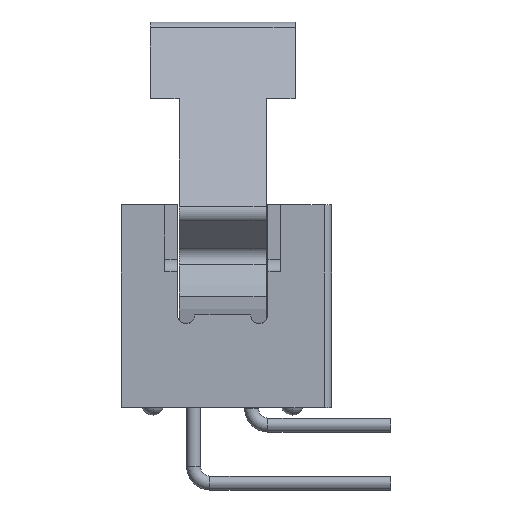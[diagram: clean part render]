
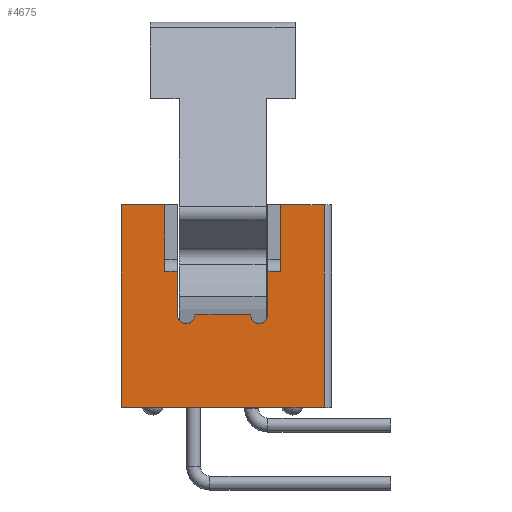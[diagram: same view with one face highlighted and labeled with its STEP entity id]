
A CAD part, left-side view. The second image highlights one B-rep face of the part: STEP entity #4675.
In plain terms, the highlighted planar face has unit normal (-1, 0, 0).
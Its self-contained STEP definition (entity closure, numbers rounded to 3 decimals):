
#762=DIRECTION('',(0.,1.,0.));
#763=VECTOR('',#762,1.905);
#764=CARTESIAN_POINT('',(-17.145,2.54,0.));
#765=LINE('',#764,#763);
#845=DIRECTION('',(0.,1.,0.));
#846=VECTOR('',#845,1.905);
#847=CARTESIAN_POINT('',(-17.145,-4.445,0.));
#848=LINE('',#847,#846);
#1069=DIRECTION('',(0.,0.,-1.));
#1070=VECTOR('',#1069,2.921);
#1071=CARTESIAN_POINT('',(-17.145,-2.54,0.));
#1072=LINE('',#1071,#1070);
#1073=DIRECTION('',(0.,0.,1.));
#1074=VECTOR('',#1073,8.89);
#1075=CARTESIAN_POINT('',(-17.145,4.445,-8.89));
#1076=LINE('',#1075,#1074);
#1077=DIRECTION('',(0.,0.,-1.));
#1078=VECTOR('',#1077,2.921);
#1079=CARTESIAN_POINT('',(-17.145,2.54,0.));
#1080=LINE('',#1079,#1078);
#1081=DIRECTION('',(0.,1.,0.));
#1082=VECTOR('',#1081,0.559);
#1083=CARTESIAN_POINT('',(-17.145,1.981,-2.921));
#1084=LINE('',#1083,#1082);
#1085=DIRECTION('',(0.,0.,-1.));
#1086=VECTOR('',#1085,1.905);
#1087=CARTESIAN_POINT('',(-17.145,1.981,-2.921));
#1088=LINE('',#1087,#1086);
#1089=CARTESIAN_POINT('',(-17.145,1.6,-4.826));
#1090=DIRECTION('',(-1.,0.,0.));
#1091=DIRECTION('',(0.,1.,0.));
#1092=AXIS2_PLACEMENT_3D('',#1089,#1090,#1091);
#1094=DIRECTION('',(0.,-1.,0.));
#1095=VECTOR('',#1094,2.438);
#1096=CARTESIAN_POINT('',(-17.145,1.219,-4.826));
#1097=LINE('',#1096,#1095);
#1098=CARTESIAN_POINT('',(-17.145,-1.6,-4.826));
#1099=DIRECTION('',(-1.,0.,0.));
#1100=DIRECTION('',(0.,1.,0.));
#1101=AXIS2_PLACEMENT_3D('',#1098,#1099,#1100);
#1103=DIRECTION('',(0.,0.,-1.));
#1104=VECTOR('',#1103,1.905);
#1105=CARTESIAN_POINT('',(-17.145,-1.981,-2.921));
#1106=LINE('',#1105,#1104);
#1107=DIRECTION('',(0.,1.,0.));
#1108=VECTOR('',#1107,0.559);
#1109=CARTESIAN_POINT('',(-17.145,-2.54,-2.921));
#1110=LINE('',#1109,#1108);
#1119=DIRECTION('',(0.,0.,1.));
#1120=VECTOR('',#1119,8.89);
#1121=CARTESIAN_POINT('',(-17.145,-4.445,-8.89));
#1122=LINE('',#1121,#1120);
#1180=DIRECTION('',(0.,1.,0.));
#1181=VECTOR('',#1180,8.89);
#1182=CARTESIAN_POINT('',(-17.145,-4.445,-8.89));
#1183=LINE('',#1182,#1181);
#2751=CARTESIAN_POINT('',(-17.145,-4.445,-8.89));
#2752=CARTESIAN_POINT('',(-17.145,4.445,-8.89));
#2753=VERTEX_POINT('',#2751);
#2754=VERTEX_POINT('',#2752);
#2759=CARTESIAN_POINT('',(-17.145,4.445,0.));
#2760=VERTEX_POINT('',#2759);
#2761=CARTESIAN_POINT('',(-17.145,-4.445,0.));
#2762=VERTEX_POINT('',#2761);
#2869=CARTESIAN_POINT('',(-17.145,1.219,-4.826));
#2870=CARTESIAN_POINT('',(-17.145,-1.219,-4.826));
#2871=VERTEX_POINT('',#2869);
#2872=VERTEX_POINT('',#2870);
#2877=CARTESIAN_POINT('',(-17.145,1.981,-4.826));
#2878=VERTEX_POINT('',#2877);
#2879=CARTESIAN_POINT('',(-17.145,-1.981,-4.826));
#2880=VERTEX_POINT('',#2879);
#2913=CARTESIAN_POINT('',(-17.145,-2.54,0.));
#2915=VERTEX_POINT('',#2913);
#2921=CARTESIAN_POINT('',(-17.145,2.54,0.));
#2923=VERTEX_POINT('',#2921);
#2937=CARTESIAN_POINT('',(-17.145,-2.54,-2.921));
#2938=VERTEX_POINT('',#2937);
#2939=CARTESIAN_POINT('',(-17.145,2.54,-2.921));
#2940=VERTEX_POINT('',#2939);
#2941=CARTESIAN_POINT('',(-17.145,-1.981,-2.921));
#2942=VERTEX_POINT('',#2941);
#2943=CARTESIAN_POINT('',(-17.145,1.981,-2.921));
#2944=VERTEX_POINT('',#2943);
#4649=CARTESIAN_POINT('',(-17.145,4.445,0.));
#4650=DIRECTION('',(-1.,0.,0.));
#4651=DIRECTION('',(0.,-1.,0.));
#4652=AXIS2_PLACEMENT_3D('',#4649,#4650,#4651);
#4653=PLANE('',#4652);
#4654=ORIENTED_EDGE('',*,*,#4150,.F.);
#4655=ORIENTED_EDGE('',*,*,#4243,.F.);
#4657=ORIENTED_EDGE('',*,*,#4656,.F.);
#4659=ORIENTED_EDGE('',*,*,#4658,.T.);
#4661=ORIENTED_EDGE('',*,*,#4660,.T.);
#4662=ORIENTED_EDGE('',*,*,#4196,.F.);
#4664=ORIENTED_EDGE('',*,*,#4663,.T.);
#4665=ORIENTED_EDGE('',*,*,#4640,.F.);
#4666=ORIENTED_EDGE('',*,*,#3900,.T.);
#4668=ORIENTED_EDGE('',*,*,#4667,.T.);
#4669=ORIENTED_EDGE('',*,*,#4061,.T.);
#4670=ORIENTED_EDGE('',*,*,#4105,.T.);
#4671=ORIENTED_EDGE('',*,*,#3757,.F.);
#4672=ORIENTED_EDGE('',*,*,#4627,.F.);
#4673=EDGE_LOOP('',(#4654,#4655,#4657,#4659,#4661,#4662,#4664,#4665,#4666,#4668,
#4669,#4670,#4671,#4672));
#4674=FACE_OUTER_BOUND('',#4673,.F.);
#4675=ADVANCED_FACE('',(#4674),#4653,.T.);
#1093=CIRCLE('',#1092,0.381);
#1102=CIRCLE('',#1101,0.381);
#3757=EDGE_CURVE('',#2942,#2880,#1106,.T.);
#3900=EDGE_CURVE('',#2944,#2878,#1088,.T.);
#4061=EDGE_CURVE('',#2871,#2872,#1097,.T.);
#4105=EDGE_CURVE('',#2872,#2880,#1102,.T.);
#4150=EDGE_CURVE('',#2915,#2938,#1072,.T.);
#4196=EDGE_CURVE('',#2923,#2760,#765,.T.);
#4243=EDGE_CURVE('',#2762,#2915,#848,.T.);
#4627=EDGE_CURVE('',#2938,#2942,#1110,.T.);
#4640=EDGE_CURVE('',#2944,#2940,#1084,.T.);
#4656=EDGE_CURVE('',#2753,#2762,#1122,.T.);
#4658=EDGE_CURVE('',#2753,#2754,#1183,.T.);
#4660=EDGE_CURVE('',#2754,#2760,#1076,.T.);
#4663=EDGE_CURVE('',#2923,#2940,#1080,.T.);
#4667=EDGE_CURVE('',#2878,#2871,#1093,.T.);
